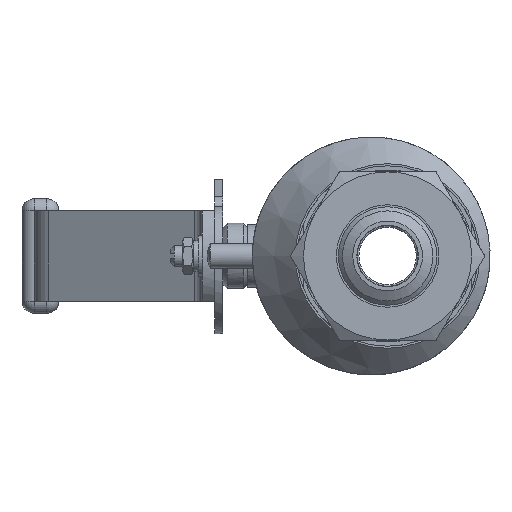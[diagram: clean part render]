
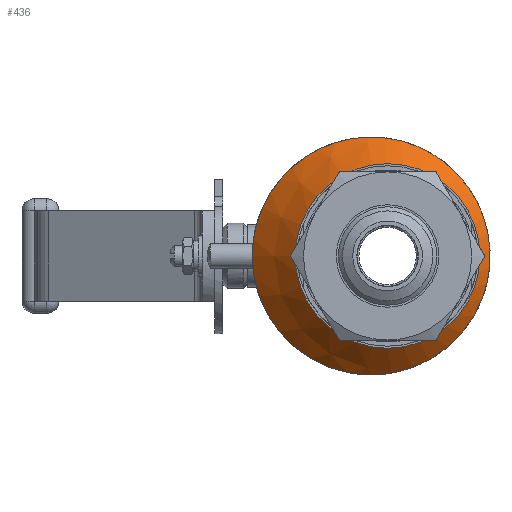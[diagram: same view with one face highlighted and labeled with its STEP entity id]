
A CAD part, left-side view. The second image highlights one B-rep face of the part: STEP entity #436.
In plain terms, the highlighted conical face has half-angle 45 degrees and reference radius 27.75 mm.
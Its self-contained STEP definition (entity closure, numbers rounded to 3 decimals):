
#436=ADVANCED_FACE('',(#2818,#2820),#2822,.T.);
#2818=FACE_BOUND('',#2819,.T.);
#2819=EDGE_LOOP('',(#4838,#4839));
#2820=FACE_OUTER_BOUND('',#2821,.T.);
#2821=EDGE_LOOP('',(#4840));
#2822=CONICAL_SURFACE('',#2823,27.75,0.785);
#2823=AXIS2_PLACEMENT_3D('',#2824,#2825,#2826);
#2824=CARTESIAN_POINT('',(-25.75,-4.,0.));
#2825=DIRECTION('',(1.,0.,0.));
#2826=DIRECTION('',(0.,1.,0.));
#4838=ORIENTED_EDGE('',*,*,#5833,.F.);
#4839=ORIENTED_EDGE('',*,*,#5832,.F.);
#4840=ORIENTED_EDGE('',*,*,#5890,.T.);
#5832=EDGE_CURVE('',#6473,#6474,#6475,.F.);
#5833=EDGE_CURVE('',#6474,#6473,#6476,.F.);
#5890=EDGE_CURVE('',#6575,#6575,#6576,.T.);
#6473=VERTEX_POINT('',#8008);
#6474=VERTEX_POINT('',#8009);
#6475=B_SPLINE_CURVE_WITH_KNOTS('',3,
(#8010,#8011,#8012,#8013,#8014,#8015,#8016,#8017,#8018,#8019,#8020,#8021,#8022,#8023,
#8024,#8025,#8026,#8027,#8028,#8029,#8030,#8031,#8032,#8033,#8034,#8035,#8036,#8037,
#8038,#8039,#8040,#8041,#8042,#8043,#8044,#8045,#8046,#8047,#8048,#8049,#8050,#8051,
#8052,#8053,#8054,#8055),
.UNSPECIFIED.,.F.,.F.,
(4,1,1,1,1,1,1,1,1,1,1,1,1,1,1,1,1,1,1,1,1,1,1,1,1,1,1,1,1,1,1,1,1,1,1,1,1,1,1,1,
1,1,1,4),
(0.,0.012,0.025,0.038,0.054,
0.078,0.107,0.139,0.168,0.193,
0.216,0.239,0.262,0.284,0.309,
0.337,0.363,0.385,0.408,0.433,
0.459,0.483,0.505,0.527,0.55,
0.577,0.608,0.642,0.677,0.712,
0.748,0.779,0.804,0.827,0.852,
0.879,0.904,0.929,0.95,0.966,
0.977,0.985,0.992,1.),
.UNSPECIFIED.);
#6476=B_SPLINE_CURVE_WITH_KNOTS('',3,
(#8056,#8057,#8058,#8059,#8060,#8061,#8062,#8063,#8064,#8065,#8066,#8067,#8068,#8069,
#8070,#8071,#8072,#8073,#8074,#8075,#8076,#8077,#8078,#8079),
.UNSPECIFIED.,.F.,.F.,
(4,1,1,1,1,1,1,1,1,1,1,1,1,1,1,1,1,1,1,1,1,4),
(0.,0.021,0.043,0.066,0.089,
0.113,0.155,0.214,0.292,0.364,
0.431,0.489,0.546,0.608,0.677,
0.752,0.821,0.875,0.913,0.942,
0.971,1.),
.UNSPECIFIED.);
#6575=VERTEX_POINT('',#8554);
#6576=CIRCLE('',#8555,22.5);
#8008=CARTESIAN_POINT('',(-20.5,29.,0.));
#8009=CARTESIAN_POINT('',(-24.225,0.,-29.));
#8010=CARTESIAN_POINT('',(-24.225,0.,-29.));
#8011=CARTESIAN_POINT('',(-24.303,-0.567,-29.));
#8012=CARTESIAN_POINT('',(-24.458,-1.701,-28.967));
#8013=CARTESIAN_POINT('',(-24.693,-3.396,-28.817));
#8014=CARTESIAN_POINT('',(-24.954,-5.269,-28.541));
#8015=CARTESIAN_POINT('',(-25.282,-7.599,-28.031));
#8016=CARTESIAN_POINT('',(-25.713,-10.622,-27.066));
#8017=CARTESIAN_POINT('',(-26.222,-14.129,-25.441));
#8018=CARTESIAN_POINT('',(-26.732,-17.569,-23.195));
#8019=CARTESIAN_POINT('',(-27.176,-20.515,-20.609));
#8020=CARTESIAN_POINT('',(-27.532,-22.839,-17.974));
#8021=CARTESIAN_POINT('',(-27.82,-24.696,-15.308));
#8022=CARTESIAN_POINT('',(-28.055,-26.196,-12.571));
#8023=CARTESIAN_POINT('',(-28.244,-27.394,-9.687));
#8024=CARTESIAN_POINT('',(-28.388,-28.299,-6.608));
#8025=CARTESIAN_POINT('',(-28.483,-28.895,-3.222));
#8026=CARTESIAN_POINT('',(-28.512,-29.076,0.363));
#8027=CARTESIAN_POINT('',(-28.469,-28.807,3.858));
#8028=CARTESIAN_POINT('',(-28.37,-28.185,7.056));
#8029=CARTESIAN_POINT('',(-28.22,-27.239,10.127));
#8030=CARTESIAN_POINT('',(-28.007,-25.889,13.226));
#8031=CARTESIAN_POINT('',(-27.734,-24.143,16.187));
#8032=CARTESIAN_POINT('',(-27.425,-22.143,18.814));
#8033=CARTESIAN_POINT('',(-27.101,-20.015,21.058));
#8034=CARTESIAN_POINT('',(-26.749,-17.679,23.058));
#8035=CARTESIAN_POINT('',(-26.35,-14.99,24.902));
#8036=CARTESIAN_POINT('',(-25.874,-11.737,26.616));
#8037=CARTESIAN_POINT('',(-25.315,-7.839,28.037));
#8038=CARTESIAN_POINT('',(-24.69,-3.388,28.928));
#8039=CARTESIAN_POINT('',(-24.042,1.329,29.1));
#8040=CARTESIAN_POINT('',(-23.398,6.128,28.484));
#8041=CARTESIAN_POINT('',(-22.812,10.584,27.129));
#8042=CARTESIAN_POINT('',(-22.324,14.362,25.291));
#8043=CARTESIAN_POINT('',(-21.941,17.365,23.304));
#8044=CARTESIAN_POINT('',(-21.618,19.926,21.156));
#8045=CARTESIAN_POINT('',(-21.322,22.296,18.659));
#8046=CARTESIAN_POINT('',(-21.063,24.393,15.819));
#8047=CARTESIAN_POINT('',(-20.852,26.112,12.767));
#8048=CARTESIAN_POINT('',(-20.699,27.365,9.771));
#8049=CARTESIAN_POINT('',(-20.601,28.171,7.044));
#8050=CARTESIAN_POINT('',(-20.548,28.608,4.872));
#8051=CARTESIAN_POINT('',(-20.522,28.821,3.302));
#8052=CARTESIAN_POINT('',(-20.508,28.93,2.106));
#8053=CARTESIAN_POINT('',(-20.502,28.987,1.049));
#8054=CARTESIAN_POINT('',(-20.5,29.,0.348));
#8055=CARTESIAN_POINT('',(-20.5,29.,0.));
#8056=CARTESIAN_POINT('',(-20.5,29.,0.));
#8057=CARTESIAN_POINT('',(-20.5,29.,-0.324));
#8058=CARTESIAN_POINT('',(-20.501,28.989,-0.98));
#8059=CARTESIAN_POINT('',(-20.507,28.938,-1.978));
#8060=CARTESIAN_POINT('',(-20.518,28.85,-3.01));
#8061=CARTESIAN_POINT('',(-20.534,28.719,-4.075));
#8062=CARTESIAN_POINT('',(-20.56,28.502,-5.422));
#8063=CARTESIAN_POINT('',(-20.609,28.102,-7.286));
#8064=CARTESIAN_POINT('',(-20.704,27.321,-9.892));
#8065=CARTESIAN_POINT('',(-20.856,26.079,-12.838));
#8066=CARTESIAN_POINT('',(-21.056,24.448,-15.705));
#8067=CARTESIAN_POINT('',(-21.274,22.691,-18.133));
#8068=CARTESIAN_POINT('',(-21.501,20.865,-20.197));
#8069=CARTESIAN_POINT('',(-21.747,18.903,-22.049));
#8070=CARTESIAN_POINT('',(-22.032,16.649,-23.808));
#8071=CARTESIAN_POINT('',(-22.371,13.993,-25.471));
#8072=CARTESIAN_POINT('',(-22.748,11.078,-26.868));
#8073=CARTESIAN_POINT('',(-23.12,8.241,-27.851));
#8074=CARTESIAN_POINT('',(-23.434,5.867,-28.426));
#8075=CARTESIAN_POINT('',(-23.675,4.063,-28.727));
#8076=CARTESIAN_POINT('',(-23.869,2.62,-28.891));
#8077=CARTESIAN_POINT('',(-24.047,1.312,-28.98));
#8078=CARTESIAN_POINT('',(-24.166,0.438,-29.));
#8079=CARTESIAN_POINT('',(-24.225,0.,-29.));
#8554=CARTESIAN_POINT('',(-31.,18.5,0.));
#8555=AXIS2_PLACEMENT_3D('',#8556,#8557,#8558);
#8556=CARTESIAN_POINT('',(-31.,-4.,0.));
#8557=DIRECTION('',(1.,-0.,-0.));
#8558=DIRECTION('',(0.,1.,-0.));
